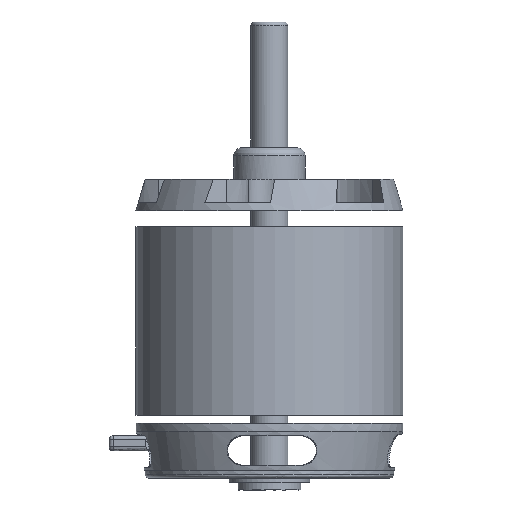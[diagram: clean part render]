
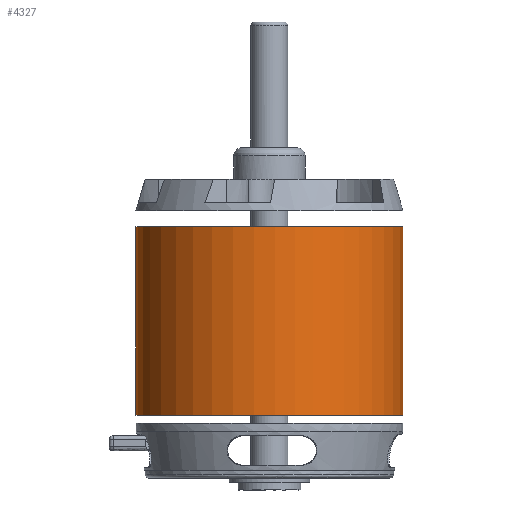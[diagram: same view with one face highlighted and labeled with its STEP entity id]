
A CAD part, front view. The second image highlights one B-rep face of the part: STEP entity #4327.
In plain terms, the highlighted free-form (B-spline) face has degree [2, 1] with [9, 2] control points.
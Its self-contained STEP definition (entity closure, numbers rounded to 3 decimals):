
#4327 = ADVANCED_FACE('',(#4328),#4360,.T.);
#4328 = FACE_BOUND('',#4329,.T.);
#4329 = EDGE_LOOP('',(#4330,#4342,#4349,#4359));
#4330 = ORIENTED_EDGE('',*,*,#4331,.F.);
#4331 = EDGE_CURVE('',#4332,#4332,#4334,.T.);
#4332 = VERTEX_POINT('',#4333);
#4333 = CARTESIAN_POINT('',(0.233,0.,
    -34.343));
#4334 = ( BOUNDED_CURVE() B_SPLINE_CURVE(2,(#4335,#4336,#4337,#4338,
#4339,#4340,#4341),.UNSPECIFIED.,.T.,.F.) B_SPLINE_CURVE_WITH_KNOTS((3,2
    ,2,3),(3.142,5.236,7.33,9.425),
.PIECEWISE_BEZIER_KNOTS.) CURVE() GEOMETRIC_REPRESENTATION_ITEM() 
RATIONAL_B_SPLINE_CURVE((1.,0.5,1.,0.5,1.,0.5,1.)) REPRESENTATION_ITEM(
  '') );
#4335 = CARTESIAN_POINT('',(0.233,0.,
    -34.343));
#4336 = CARTESIAN_POINT('',(0.233,-38.818,
    -34.343));
#4337 = CARTESIAN_POINT('',(33.851,-19.409,
    -34.343));
#4338 = CARTESIAN_POINT('',(67.469,0.,
    -34.343));
#4339 = CARTESIAN_POINT('',(33.851,19.409,
    -34.343));
#4340 = CARTESIAN_POINT('',(0.233,38.818,
    -34.343));
#4341 = CARTESIAN_POINT('',(0.233,0.,
    -34.343));
#4342 = ORIENTED_EDGE('',*,*,#4343,.T.);
#4343 = EDGE_CURVE('',#4332,#4344,#4346,.T.);
#4344 = VERTEX_POINT('',#4345);
#4345 = CARTESIAN_POINT('',(0.233,0.,
    -66.044));
#4346 = B_SPLINE_CURVE_WITH_KNOTS('',1,(#4347,#4348),.UNSPECIFIED.,.F.,
  .F.,(2,2),(-24.,0.),.PIECEWISE_BEZIER_KNOTS.);
#4347 = CARTESIAN_POINT('',(0.233,0.,
    -34.343));
#4348 = CARTESIAN_POINT('',(0.233,0.,
    -66.044));
#4349 = ORIENTED_EDGE('',*,*,#4350,.T.);
#4350 = EDGE_CURVE('',#4344,#4344,#4351,.T.);
#4351 = ( BOUNDED_CURVE() B_SPLINE_CURVE(2,(#4352,#4353,#4354,#4355,
#4356,#4357,#4358),.UNSPECIFIED.,.T.,.F.) B_SPLINE_CURVE_WITH_KNOTS((3,2
    ,2,3),(3.142,5.236,7.33,9.425),
.PIECEWISE_BEZIER_KNOTS.) CURVE() GEOMETRIC_REPRESENTATION_ITEM() 
RATIONAL_B_SPLINE_CURVE((1.,0.5,1.,0.5,1.,0.5,1.)) REPRESENTATION_ITEM(
  '') );
#4352 = CARTESIAN_POINT('',(0.233,0.,
    -66.044));
#4353 = CARTESIAN_POINT('',(0.233,-38.818,
    -66.044));
#4354 = CARTESIAN_POINT('',(33.851,-19.409,
    -66.044));
#4355 = CARTESIAN_POINT('',(67.469,0.,
    -66.044));
#4356 = CARTESIAN_POINT('',(33.851,19.409,
    -66.044));
#4357 = CARTESIAN_POINT('',(0.233,38.818,
    -66.044));
#4358 = CARTESIAN_POINT('',(0.233,0.,
    -66.044));
#4359 = ORIENTED_EDGE('',*,*,#4343,.F.);
#4360 = ( BOUNDED_SURFACE() B_SPLINE_SURFACE(2,1,(
    (#4361,#4362)
    ,(#4363,#4364)
    ,(#4365,#4366)
    ,(#4367,#4368)
    ,(#4369,#4370)
    ,(#4371,#4372)
    ,(#4373,#4374)
    ,(#4375,#4376)
    ,(#4377,#4378
)),.UNSPECIFIED.,.T.,.F.,.F.) B_SPLINE_SURFACE_WITH_KNOTS((3,2,2,2,3),(2
    ,2),(-3.142,-2.094,0.,2.094,3.142)
,(0.,24.),.UNSPECIFIED.) GEOMETRIC_REPRESENTATION_ITEM() 
RATIONAL_B_SPLINE_SURFACE((
    (0.75,0.75)
    ,(0.75,0.75)
    ,(1.,1.)
    ,(0.5,0.5)
    ,(1.,1.)
    ,(0.5,0.5)
    ,(1.,1.)
    ,(0.75,0.75)
,(0.75,0.75))) REPRESENTATION_ITEM('') SURFACE() );
#4361 = CARTESIAN_POINT('',(0.233,0.,
    -66.044));
#4362 = CARTESIAN_POINT('',(0.233,0.,
    -34.343));
#4363 = CARTESIAN_POINT('',(0.233,-12.939,
    -66.044));
#4364 = CARTESIAN_POINT('',(0.233,-12.939,
    -34.343));
#4365 = CARTESIAN_POINT('',(11.439,-19.409,
    -66.044));
#4366 = CARTESIAN_POINT('',(11.439,-19.409,
    -34.343));
#4367 = CARTESIAN_POINT('',(45.057,-38.818,
    -66.044));
#4368 = CARTESIAN_POINT('',(45.057,-38.818,
    -34.343));
#4369 = CARTESIAN_POINT('',(45.057,0.,
    -66.044));
#4370 = CARTESIAN_POINT('',(45.057,0.,
    -34.343));
#4371 = CARTESIAN_POINT('',(45.057,38.818,
    -66.044));
#4372 = CARTESIAN_POINT('',(45.057,38.818,
    -34.343));
#4373 = CARTESIAN_POINT('',(11.439,19.409,
    -66.044));
#4374 = CARTESIAN_POINT('',(11.439,19.409,
    -34.343));
#4375 = CARTESIAN_POINT('',(0.233,12.939,-66.044
    ));
#4376 = CARTESIAN_POINT('',(0.233,12.939,-34.343
    ));
#4377 = CARTESIAN_POINT('',(0.233,0.,
    -66.044));
#4378 = CARTESIAN_POINT('',(0.233,0.,
    -34.343));
